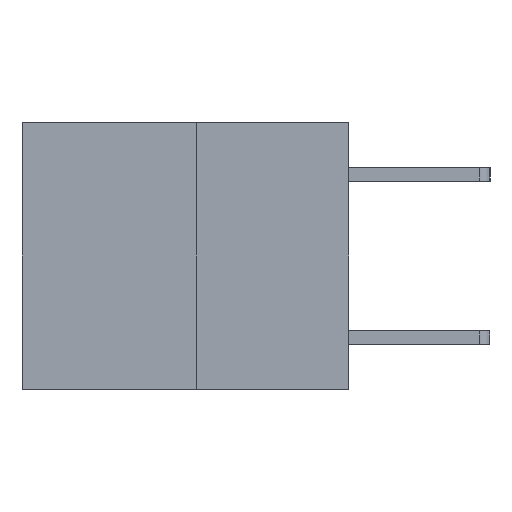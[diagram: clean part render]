
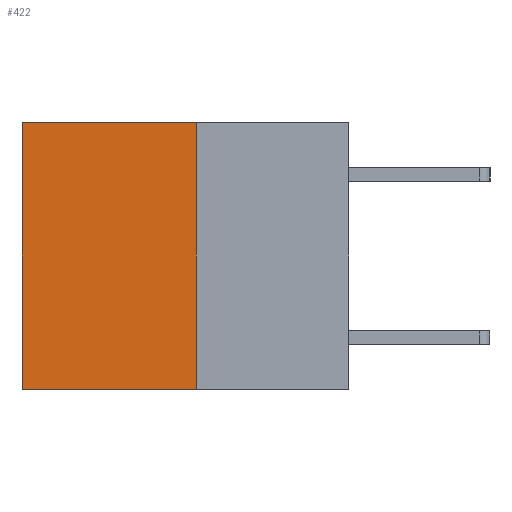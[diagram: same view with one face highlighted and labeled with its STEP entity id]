
A CAD part, left-side view. The second image highlights one B-rep face of the part: STEP entity #422.
In plain terms, the highlighted planar face has unit normal (-1, 0, 0).
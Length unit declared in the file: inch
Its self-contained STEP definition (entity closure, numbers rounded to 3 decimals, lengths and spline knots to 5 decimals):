
#369 = LINE ( 'NONE', #2705, #8840 ) ;
#386 = CARTESIAN_POINT ( 'NONE',  ( 0.3165, 0.28, -0.49 ) ) ;
#422 = ADVANCED_FACE ( 'NONE', ( #3927 ), #6551, .F. ) ;
#437 = DIRECTION ( 'NONE',  ( 0., 0., -1. ) ) ;
#548 = ORIENTED_EDGE ( 'NONE', *, *, #5382, .T. ) ;
#1054 = VERTEX_POINT ( 'NONE', #8277 ) ;
#1230 = VERTEX_POINT ( 'NONE', #9939 ) ;
#1494 = VERTEX_POINT ( 'NONE', #6982 ) ;
#1730 = EDGE_LOOP ( 'NONE', ( #2151, #2265, #2260, #548 ) ) ;
#1845 = VECTOR ( 'NONE', #4819, 39.37008 ) ;
#2151 = ORIENTED_EDGE ( 'NONE', *, *, #7207, .T. ) ;
#2238 = DIRECTION ( 'NONE',  ( 0., 1., 0. ) ) ;
#2260 = ORIENTED_EDGE ( 'NONE', *, *, #4581, .F. ) ;
#2265 = ORIENTED_EDGE ( 'NONE', *, *, #2660, .F. ) ;
#2594 = LINE ( 'NONE', #8690, #1845 ) ;
#2660 = EDGE_CURVE ( 'NONE', #1054, #1230, #5218, .T. ) ;
#2705 = CARTESIAN_POINT ( 'NONE',  ( 0.3165, 0.28, -0.49 ) ) ;
#2804 = DIRECTION ( 'NONE',  ( 0., 0., -1. ) ) ;
#2904 = VECTOR ( 'NONE', #5315, 39.37008 ) ;
#2974 = CARTESIAN_POINT ( 'NONE',  ( 0.3165, 0.28, -0.49 ) ) ;
#3028 = CARTESIAN_POINT ( 'NONE',  ( 0.3165, 0.28, 0. ) ) ;
#3927 = FACE_OUTER_BOUND ( 'NONE', #1730, .T. ) ;
#4106 = LINE ( 'NONE', #3028, #6409 ) ;
#4581 = EDGE_CURVE ( 'NONE', #5784, #1054, #369, .T. ) ;
#4819 = DIRECTION ( 'NONE',  ( 0., 0., -1. ) ) ;
#4877 = AXIS2_PLACEMENT_3D ( 'NONE', #386, #7365, #437 ) ;
#5218 = LINE ( 'NONE', #2974, #2904 ) ;
#5315 = DIRECTION ( 'NONE',  ( 0., 1., 0. ) ) ;
#5382 = EDGE_CURVE ( 'NONE', #5784, #1494, #4106, .T. ) ;
#5784 = VERTEX_POINT ( 'NONE', #6293 ) ;
#6293 = CARTESIAN_POINT ( 'NONE',  ( 0.3165, 0.28, 0. ) ) ;
#6409 = VECTOR ( 'NONE', #2238, 39.37008 ) ;
#6551 = PLANE ( 'NONE',  #4877 ) ;
#6982 = CARTESIAN_POINT ( 'NONE',  ( 0.3165, 0.6, 0. ) ) ;
#7207 = EDGE_CURVE ( 'NONE', #1494, #1230, #2594, .T. ) ;
#7365 = DIRECTION ( 'NONE',  ( 1., 0., 0. ) ) ;
#8277 = CARTESIAN_POINT ( 'NONE',  ( 0.3165, 0.28, -0.49 ) ) ;
#8690 = CARTESIAN_POINT ( 'NONE',  ( 0.3165, 0.6, -0.49 ) ) ;
#8840 = VECTOR ( 'NONE', #2804, 39.37008 ) ;
#9939 = CARTESIAN_POINT ( 'NONE',  ( 0.3165, 0.6, -0.49 ) ) ;
